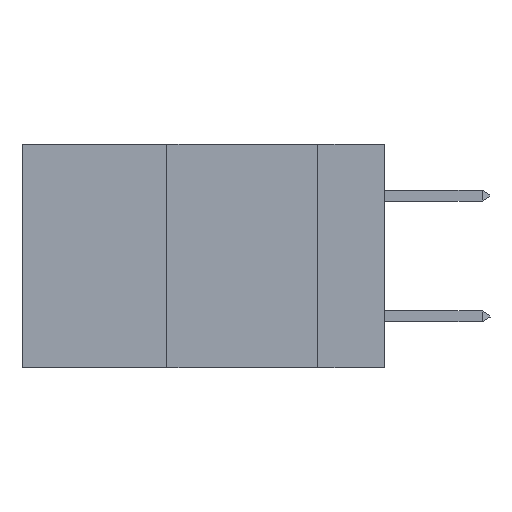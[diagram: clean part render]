
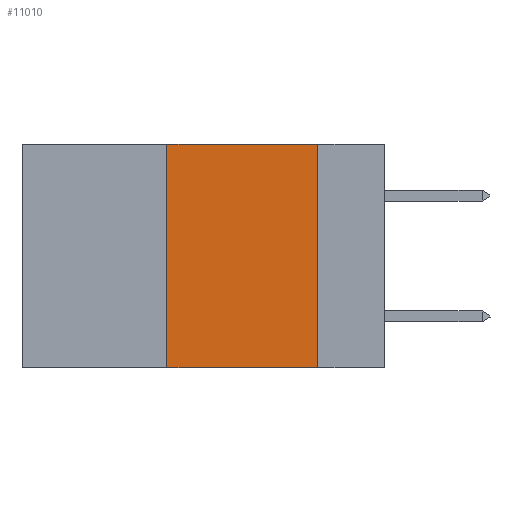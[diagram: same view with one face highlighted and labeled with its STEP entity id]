
A CAD part, left-side view. The second image highlights one B-rep face of the part: STEP entity #11010.
In plain terms, the highlighted planar face has unit normal (-1, 0, 0).
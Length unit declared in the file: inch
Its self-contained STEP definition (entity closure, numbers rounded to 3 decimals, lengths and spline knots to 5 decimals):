
#262 = FACE_OUTER_BOUND ( 'NONE', #14632, .T. ) ;
#525 = ORIENTED_EDGE ( 'NONE', *, *, #3437, .F. ) ;
#871 = AXIS2_PLACEMENT_3D ( 'NONE', #3633, #21205, #16019 ) ;
#1934 = VECTOR ( 'NONE', #10377, 39.37008 ) ;
#2027 = PLANE ( 'NONE',  #871 ) ;
#2119 = LINE ( 'NONE', #9594, #10129 ) ;
#3097 = CARTESIAN_POINT ( 'NONE',  ( 0., 0.6, -0.37 ) ) ;
#3437 = EDGE_CURVE ( 'NONE', #10452, #15675, #2119, .T. ) ;
#3497 = VECTOR ( 'NONE', #3853, 39.37008 ) ;
#3633 = CARTESIAN_POINT ( 'NONE',  ( 0., 0.6, 0. ) ) ;
#3853 = DIRECTION ( 'NONE',  ( 0., 0., 1. ) ) ;
#4439 = EDGE_CURVE ( 'NONE', #6113, #15675, #20257, .T. ) ;
#5129 = ORIENTED_EDGE ( 'NONE', *, *, #4439, .T. ) ;
#5703 = ORIENTED_EDGE ( 'NONE', *, *, #21742, .F. ) ;
#6113 = VERTEX_POINT ( 'NONE', #11972 ) ;
#6258 = LINE ( 'NONE', #7482, #3497 ) ;
#6604 = LINE ( 'NONE', #10301, #1934 ) ;
#7099 = CARTESIAN_POINT ( 'NONE',  ( 0., 0.36, 0. ) ) ;
#7482 = CARTESIAN_POINT ( 'NONE',  ( 0., 0.36, 0. ) ) ;
#8578 = DIRECTION ( 'NONE',  ( 0., 0., -1. ) ) ;
#9594 = CARTESIAN_POINT ( 'NONE',  ( 0., 0.11, 0. ) ) ;
#10129 = VECTOR ( 'NONE', #8578, 39.37008 ) ;
#10301 = CARTESIAN_POINT ( 'NONE',  ( 0., 0.6, 0. ) ) ;
#10377 = DIRECTION ( 'NONE',  ( 0., -1., 0. ) ) ;
#10452 = VERTEX_POINT ( 'NONE', #11174 ) ;
#11010 = ADVANCED_FACE ( 'NONE', ( #262 ), #2027, .F. ) ;
#11174 = CARTESIAN_POINT ( 'NONE',  ( 0., 0.11, 0. ) ) ;
#11177 = CARTESIAN_POINT ( 'NONE',  ( 0., 0.11, -0.37 ) ) ;
#11972 = CARTESIAN_POINT ( 'NONE',  ( 0., 0.36, -0.37 ) ) ;
#14632 = EDGE_LOOP ( 'NONE', ( #525, #5703, #15019, #5129 ) ) ;
#15019 = ORIENTED_EDGE ( 'NONE', *, *, #17718, .F. ) ;
#15675 = VERTEX_POINT ( 'NONE', #11177 ) ;
#16019 = DIRECTION ( 'NONE',  ( 0., 0., -1. ) ) ;
#17557 = VERTEX_POINT ( 'NONE', #7099 ) ;
#17718 = EDGE_CURVE ( 'NONE', #6113, #17557, #6258, .T. ) ;
#17747 = DIRECTION ( 'NONE',  ( 0., -1., 0. ) ) ;
#19415 = VECTOR ( 'NONE', #17747, 39.37008 ) ;
#20257 = LINE ( 'NONE', #3097, #19415 ) ;
#21205 = DIRECTION ( 'NONE',  ( 1., 0., 0. ) ) ;
#21742 = EDGE_CURVE ( 'NONE', #17557, #10452, #6604, .T. ) ;
